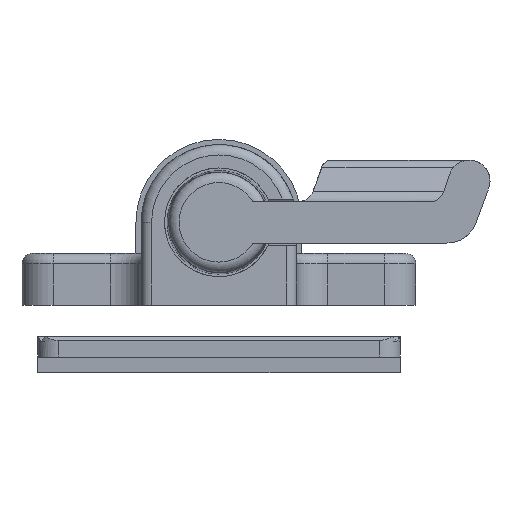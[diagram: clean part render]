
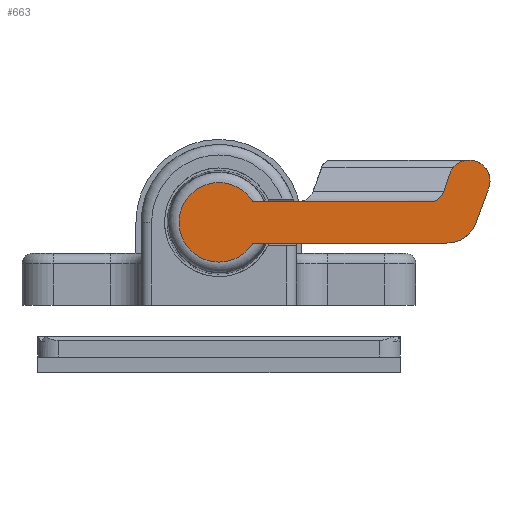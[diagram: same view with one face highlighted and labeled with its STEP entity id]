
A CAD part, left-side view. The second image highlights one B-rep face of the part: STEP entity #663.
In plain terms, the highlighted planar face has unit normal (-1, 0, 0).
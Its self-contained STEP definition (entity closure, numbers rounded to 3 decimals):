
#663 = ADVANCED_FACE( '', ( #1807 ), #1808, .F. );
#1807 = FACE_OUTER_BOUND( '', #3476, .T. );
#1808 = PLANE( '', #3477 );
#3476 = EDGE_LOOP( '', ( #7092, #7093, #7094, #7095, #7096, #7097, #7098, #7099 ) );
#3477 = AXIS2_PLACEMENT_3D( '', #7100, #7101, #7102 );
#7092 = ORIENTED_EDGE( '', *, *, #11912, .F. );
#7093 = ORIENTED_EDGE( '', *, *, #11891, .F. );
#7094 = ORIENTED_EDGE( '', *, *, #11884, .F. );
#7095 = ORIENTED_EDGE( '', *, *, #11887, .F. );
#7096 = ORIENTED_EDGE( '', *, *, #11896, .F. );
#7097 = ORIENTED_EDGE( '', *, *, #11947, .F. );
#7098 = ORIENTED_EDGE( '', *, *, #11907, .T. );
#7099 = ORIENTED_EDGE( '', *, *, #11901, .F. );
#7100 = CARTESIAN_POINT( '', ( 0., 0., 0. ) );
#7101 = DIRECTION( '', ( 1., 0., 0. ) );
#7102 = DIRECTION( '', ( 0., 0., -1. ) );
#11884 = EDGE_CURVE( '', #14453, #14449, #14455, .T. );
#11887 = EDGE_CURVE( '', #14458, #14453, #14460, .T. );
#11891 = EDGE_CURVE( '', #14449, #14467, #14468, .T. );
#11896 = EDGE_CURVE( '', #14474, #14458, #14476, .T. );
#11901 = EDGE_CURVE( '', #14482, #14484, #14485, .T. );
#11907 = EDGE_CURVE( '', #14495, #14484, #14496, .T. );
#11912 = EDGE_CURVE( '', #14467, #14482, #14503, .T. );
#11947 = EDGE_CURVE( '', #14495, #14474, #14556, .T. );
#14449 = VERTEX_POINT( '', #18575 );
#14453 = VERTEX_POINT( '', #18580 );
#14455 = CIRCLE( '', #18583, 3. );
#14458 = VERTEX_POINT( '', #18587 );
#14460 = LINE( '', #18590, #18591 );
#14467 = VERTEX_POINT( '', #18606 );
#14468 = LINE( '', #18607, #18608 );
#14474 = VERTEX_POINT( '', #18621 );
#14476 = CIRCLE( '', #18624, 2. );
#14482 = VERTEX_POINT( '', #18637 );
#14484 = VERTEX_POINT( '', #18648 );
#14485 = LINE( '', #18649, #18650 );
#14495 = VERTEX_POINT( '', #18673 );
#14496 = CIRCLE( '', #18674, 1.5 );
#14503 = CIRCLE( '', #18694, 3.84 );
#14556 = LINE( '', #18782, #18783 );
#18575 = CARTESIAN_POINT( '', ( 0., -22., -2. ) );
#18580 = CARTESIAN_POINT( '', ( 0., -24.818, -0.029 ) );
#18583 = AXIS2_PLACEMENT_3D( '', #23171, #23172, #23173 );
#18587 = CARTESIAN_POINT( '', ( 0., -26.039, 3.314 ) );
#18590 = CARTESIAN_POINT( '', ( 0., -26.039, 3.314 ) );
#18591 = VECTOR( '', #23176, 1000. );
#18606 = CARTESIAN_POINT( '', ( 0., -3.278, -2. ) );
#18607 = CARTESIAN_POINT( '', ( 0., -22., -2. ) );
#18608 = VECTOR( '', #23179, 1000. );
#18621 = CARTESIAN_POINT( '', ( 0., -22.262, 4.63 ) );
#18624 = AXIS2_PLACEMENT_3D( '', #23187, #23188, #23189 );
#18637 = CARTESIAN_POINT( '', ( 0., -3.278, 2. ) );
#18648 = CARTESIAN_POINT( '', ( 0., -20.674, 2. ) );
#18649 = CARTESIAN_POINT( '', ( 0., 0., 2. ) );
#18650 = VECTOR( '', #23194, 1000. );
#18673 = CARTESIAN_POINT( '', ( 0., -21.714, 2.978 ) );
#18674 = AXIS2_PLACEMENT_3D( '', #23199, #23200, #23201 );
#18694 = AXIS2_PLACEMENT_3D( '', #23207, #23208, #23209 );
#18782 = CARTESIAN_POINT( '', ( 0., -21.714, 2.978 ) );
#18783 = VECTOR( '', #23270, 1000. );
#23171 = CARTESIAN_POINT( '', ( 0., -22., 1. ) );
#23172 = DIRECTION( '', ( 1., 0., 0. ) );
#23173 = DIRECTION( '', ( 0., 0., -1. ) );
#23176 = DIRECTION( '', ( 0., 0.343, -0.939 ) );
#23179 = DIRECTION( '', ( 0., 1., 0. ) );
#23187 = CARTESIAN_POINT( '', ( 0., -24.16, 4. ) );
#23188 = DIRECTION( '', ( 1., 0., 0. ) );
#23189 = DIRECTION( '', ( 0., 0., -1. ) );
#23194 = DIRECTION( '', ( 0., -1., 0. ) );
#23199 = CARTESIAN_POINT( '', ( 0., -20.29, 3.45 ) );
#23200 = DIRECTION( '', ( 1., 0., 0. ) );
#23201 = DIRECTION( '', ( 0., 0., -1. ) );
#23207 = CARTESIAN_POINT( '', ( 0., 0., 0. ) );
#23208 = DIRECTION( '', ( 1., 0., 0. ) );
#23209 = DIRECTION( '', ( 0., 0., -1. ) );
#23270 = DIRECTION( '', ( 0., -0.315, 0.949 ) );
